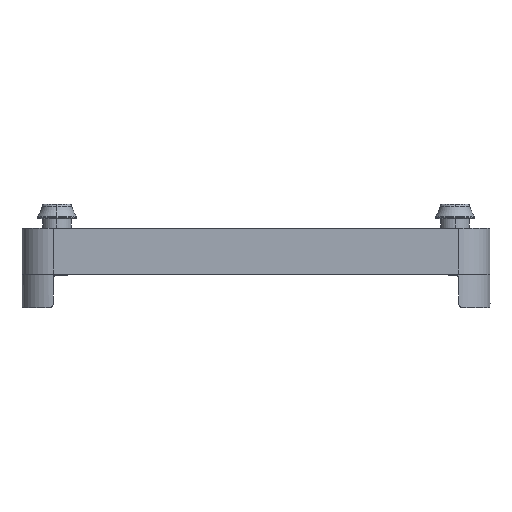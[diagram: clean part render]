
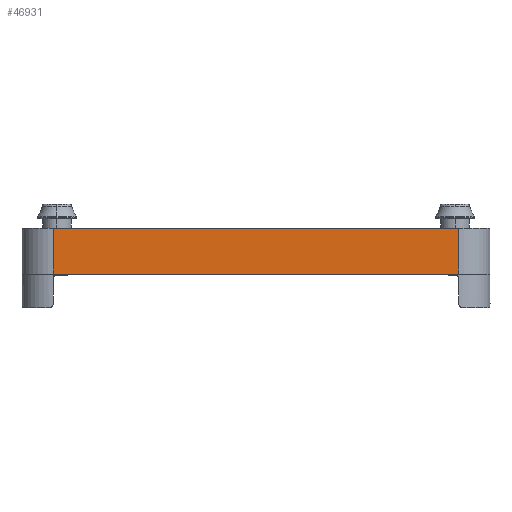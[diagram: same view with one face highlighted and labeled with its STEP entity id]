
A CAD part, left-side view. The second image highlights one B-rep face of the part: STEP entity #46931.
In plain terms, the highlighted planar face has unit normal (-1, 0, 0).
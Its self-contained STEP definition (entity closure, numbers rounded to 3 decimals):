
#1242=CARTESIAN_POINT('',(-48.5,41.964,-2.0));
#1243=VERTEX_POINT('',#1242);
#5757=CARTESIAN_POINT('',(-48.5,-41.964,-2.0));
#5758=VERTEX_POINT('',#5757);
#5766=CARTESIAN_POINT('',(-48.5,-41.964,-2.0));
#5767=DIRECTION('',(0.0,1.0,0.0));
#5768=VECTOR('',#5767,83.928);
#5769=LINE('',#5766,#5768);
#5770=EDGE_CURVE('',#5758,#1243,#5769,.T.);
#45018=CARTESIAN_POINT('',(-48.5,-42.,-2.0));
#45019=VERTEX_POINT('',#45018);
#45027=CARTESIAN_POINT('',(-48.5,-42.,-2.0));
#45028=DIRECTION('',(0.,1.0,0.0));
#45029=VECTOR('',#45028,0.036);
#45030=LINE('',#45027,#45029);
#45031=EDGE_CURVE('',#45019,#5758,#45030,.T.);
#45292=CARTESIAN_POINT('',(-48.5,42.,-2.0));
#45293=VERTEX_POINT('',#45292);
#45311=CARTESIAN_POINT('',(-48.5,41.964,-2.0));
#45312=DIRECTION('',(0.0,1.0,0.0));
#45313=VECTOR('',#45312,0.036);
#45314=LINE('',#45311,#45313);
#45315=EDGE_CURVE('',#1243,#45293,#45314,.T.);
#46899=CARTESIAN_POINT('',(-48.5,-42.,-2.0));
#46900=DIRECTION('',(-1.0,0.0,0.0));
#46901=DIRECTION('',(0.0,0.0,1.0));
#46902=AXIS2_PLACEMENT_3D('',#46899,#46900,#46901);
#46903=PLANE('',#46902);
#46904=CARTESIAN_POINT('',(-48.5,-42.,7.5));
#46905=VERTEX_POINT('',#46904);
#46906=CARTESIAN_POINT('',(-48.5,-42.,-2.0));
#46907=DIRECTION('',(0.0,0.0,1.0));
#46908=VECTOR('',#46907,9.5);
#46909=LINE('',#46906,#46908);
#46910=EDGE_CURVE('',#45019,#46905,#46909,.T.);
#46911=ORIENTED_EDGE('',*,*,#46910,.T.);
#46912=CARTESIAN_POINT('',(-48.5,42.,7.5));
#46913=VERTEX_POINT('',#46912);
#46914=CARTESIAN_POINT('',(-48.5,-42.,7.5));
#46915=DIRECTION('',(0.0,1.0,0.0));
#46916=VECTOR('',#46915,84.0);
#46917=LINE('',#46914,#46916);
#46918=EDGE_CURVE('',#46905,#46913,#46917,.T.);
#46919=ORIENTED_EDGE('',*,*,#46918,.T.);
#46920=CARTESIAN_POINT('',(-48.5,42.,-2.0));
#46921=DIRECTION('',(0.0,0.0,1.0));
#46922=VECTOR('',#46921,9.5);
#46923=LINE('',#46920,#46922);
#46924=EDGE_CURVE('',#45293,#46913,#46923,.T.);
#46925=ORIENTED_EDGE('',*,*,#46924,.F.);
#46926=ORIENTED_EDGE('',*,*,#45315,.F.);
#46927=ORIENTED_EDGE('',*,*,#5770,.F.);
#46928=ORIENTED_EDGE('',*,*,#45031,.F.);
#46929=EDGE_LOOP('',(#46911,#46919,#46925,#46926,#46927,#46928));
#46930=FACE_OUTER_BOUND('',#46929,.T.);
#46931=ADVANCED_FACE('',(#46930),#46903,.T.);
